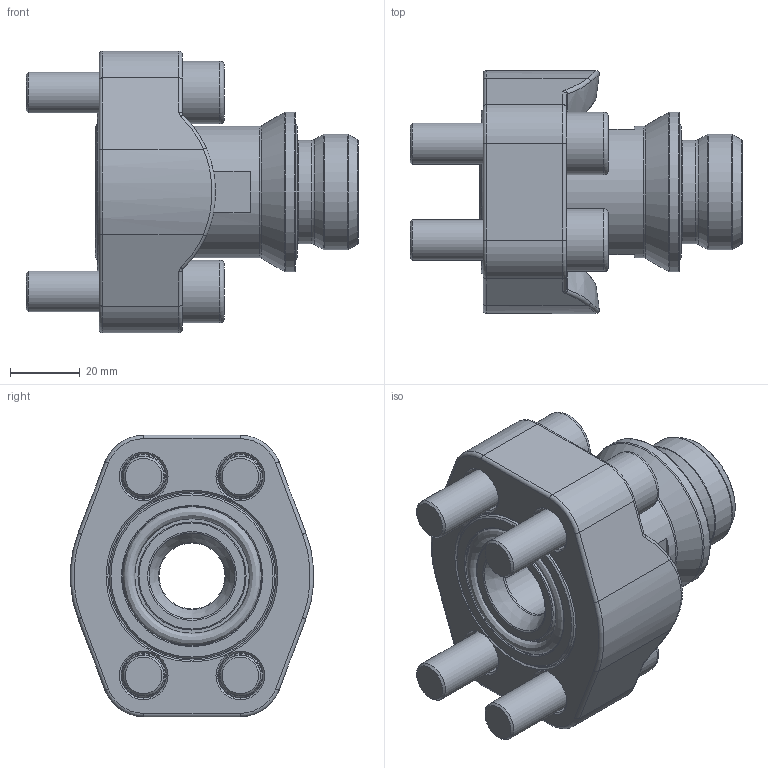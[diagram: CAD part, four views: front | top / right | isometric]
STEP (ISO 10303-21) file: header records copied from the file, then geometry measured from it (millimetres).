
FILE_DESCRIPTION(/* description */ (''),/* implementation_level */ '2;1');
FILE_NAME(/* name */ 'SGA25-6-25.stp',/* time_stamp */ '2025-01-29T10:48:28+01:00',/* author */ (''),/* organization */ (''),/* preprocessor_version */ 'ST-DEVELOPER v16',/* originating_system */ 'SIEMENS PLM Software NX 10.0',/* authorisation */ '');
FILE_SCHEMA (('CONFIG_CONTROL_DESIGN'));
Length unit declared in the file: millimetre
Products named in the file (6): X-AFV25-6; X-O32; X-M12x45I; X-O34; X-SGA62525; SGA025-625
Assembly tree (8 placements, depth 2):
  SGA025-625
    X-SGA62525
    X-O34
    X-M12x45I  x4
    X-O32
    X-AFV25-6
Bounding box: 95.5 x 69.95 x 81 mm (x, y, z)
Volume: 166701.8 mm3; surface area: 52110.2 mm2
Topology: 8 solids, 8 shells, 245 faces, 509 edges, 289 vertices
Faces by surface type: plane 83, cone 56, torus 48, cylinder 42, bspline 12, revolution 2, sphere 2
Full cylindrical faces by diameter (mm): 11.701 x4, 13 x4, 18 x4, 19 x1, 29.8 x1, 31.1 x1, 33.25 x1, 34.045 x1, 37.9 x1, 38.85 x1, 40 x1, 40.045 x1, 45.955 x1, 47.65 x1, 48.4 x1
Entity records: 4996 total; most frequent: CARTESIAN_POINT 1160, DIRECTION 712, ORIENTED_EDGE 522, AXIS2_PLACEMENT_3D 324, EDGE_CURVE 261, EDGE_LOOP 236, VERTEX_POINT 182, CIRCLE 169
